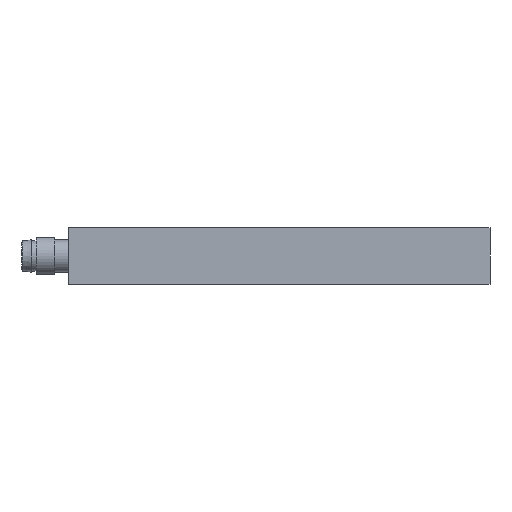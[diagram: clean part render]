
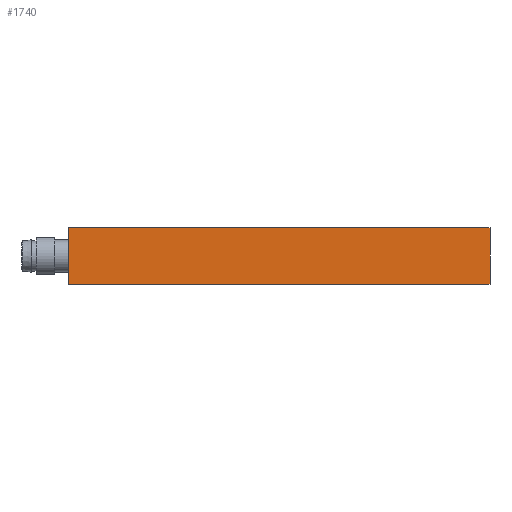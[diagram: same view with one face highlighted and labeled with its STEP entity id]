
A CAD part, front view. The second image highlights one B-rep face of the part: STEP entity #1740.
In plain terms, the highlighted planar face has unit normal (0, -1, 0).
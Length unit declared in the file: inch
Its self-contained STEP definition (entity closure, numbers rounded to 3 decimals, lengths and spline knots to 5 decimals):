
#252 = DIRECTION ( 'NONE',  ( 0., 0., 1. ) ) ;
#279 = CARTESIAN_POINT ( 'NONE',  ( 2.10788, -4.60579, 0. ) ) ;
#286 = CARTESIAN_POINT ( 'NONE',  ( 2.10788, -4.60579, 0.47244 ) ) ;
#475 = LINE ( 'NONE', #1546, #654 ) ;
#630 = FACE_OUTER_BOUND ( 'NONE', #1398, .T. ) ;
#654 = VECTOR ( 'NONE', #973, 39.37008 ) ;
#829 = VECTOR ( 'NONE', #252, 39.37008 ) ;
#887 = PLANE ( 'NONE',  #3182 ) ;
#909 = LINE ( 'NONE', #2535, #1464 ) ;
#973 = DIRECTION ( 'NONE',  ( -1., 0., 0. ) ) ;
#1295 = VERTEX_POINT ( 'NONE', #2281 ) ;
#1398 = EDGE_LOOP ( 'NONE', ( #1516, #1628, #1532, #3242 ) ) ;
#1403 = VERTEX_POINT ( 'NONE', #3085 ) ;
#1464 = VECTOR ( 'NONE', #1990, 39.37008 ) ;
#1479 = DIRECTION ( 'NONE',  ( 0., 0., -1. ) ) ;
#1516 = ORIENTED_EDGE ( 'NONE', *, *, #1775, .T. ) ;
#1532 = ORIENTED_EDGE ( 'NONE', *, *, #2236, .F. ) ;
#1546 = CARTESIAN_POINT ( 'NONE',  ( -1.43543, -4.60579, 0.47244 ) ) ;
#1601 = CARTESIAN_POINT ( 'NONE',  ( -1.43543, -4.60579, 0. ) ) ;
#1605 = CARTESIAN_POINT ( 'NONE',  ( 2.10788, -4.60579, 0. ) ) ;
#1628 = ORIENTED_EDGE ( 'NONE', *, *, #2547, .F. ) ;
#1737 = CARTESIAN_POINT ( 'NONE',  ( -1.43543, -4.60579, 0.47244 ) ) ;
#1740 = ADVANCED_FACE ( 'NONE', ( #630 ), #887, .T. ) ;
#1775 = EDGE_CURVE ( 'NONE', #2246, #1403, #475, .T. ) ;
#1990 = DIRECTION ( 'NONE',  ( 0., 0., 1. ) ) ;
#2202 = VECTOR ( 'NONE', #3168, 39.37008 ) ;
#2236 = EDGE_CURVE ( 'NONE', #3081, #1295, #2580, .T. ) ;
#2246 = VERTEX_POINT ( 'NONE', #286 ) ;
#2281 = CARTESIAN_POINT ( 'NONE',  ( -1.43543, -4.60579, 0. ) ) ;
#2535 = CARTESIAN_POINT ( 'NONE',  ( 2.10788, -4.60579, 0.47244 ) ) ;
#2547 = EDGE_CURVE ( 'NONE', #1295, #1403, #3164, .T. ) ;
#2580 = LINE ( 'NONE', #1605, #2202 ) ;
#2779 = DIRECTION ( 'NONE',  ( 0., -1., 0. ) ) ;
#2820 = EDGE_CURVE ( 'NONE', #3081, #2246, #909, .T. ) ;
#3081 = VERTEX_POINT ( 'NONE', #279 ) ;
#3085 = CARTESIAN_POINT ( 'NONE',  ( -1.43543, -4.60579, 0.47244 ) ) ;
#3164 = LINE ( 'NONE', #1601, #829 ) ;
#3168 = DIRECTION ( 'NONE',  ( -1., 0., 0. ) ) ;
#3182 = AXIS2_PLACEMENT_3D ( 'NONE', #1737, #2779, #1479 ) ;
#3242 = ORIENTED_EDGE ( 'NONE', *, *, #2820, .T. ) ;
